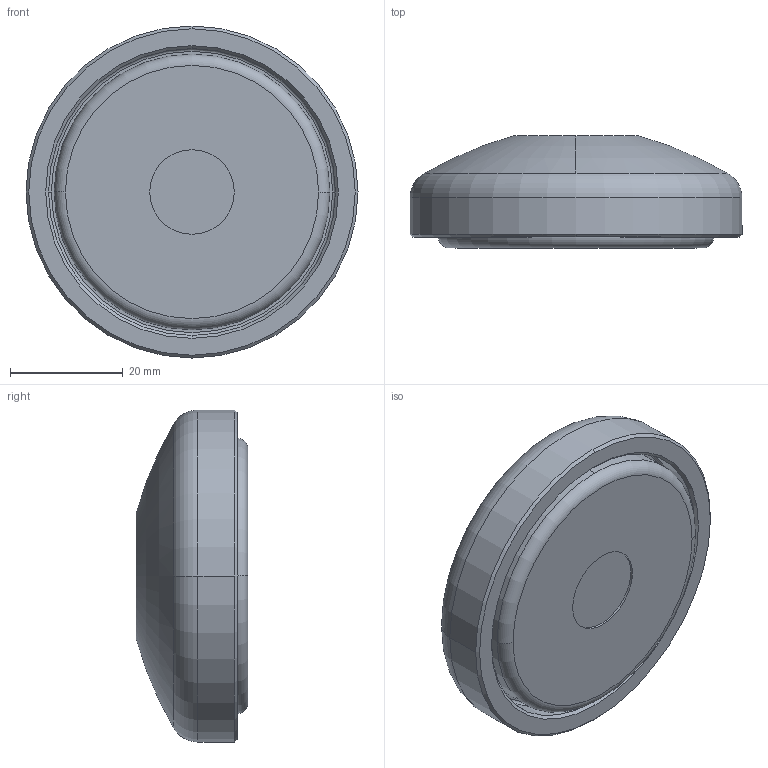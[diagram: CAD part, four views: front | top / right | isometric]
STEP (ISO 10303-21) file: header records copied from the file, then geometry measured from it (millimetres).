
FILE_DESCRIPTION (( 'STEP AP214' ), '1' );
FILE_NAME ('7410900', '2019-01-30T09:33:39', ( '' ), ('JUGARD+KÜNSTNER GmbH'), 'SwSTEP 2.0', 'SolidWorks 2017', '' );
FILE_SCHEMA (( 'AUTOMOTIVE_DESIGN' ));
Length unit declared in the file: millimetre
Products named in the file (1): 7410900
Bounding box: 59 x 19.9 x 59 mm (x, y, z)
Volume: 36930.4 mm3; surface area: 14230.8 mm2
Topology: 2 solids, 2 shells, 50 faces, 114 edges, 72 vertices
Faces by surface type: torus 20, cylinder 12, cone 10, plane 7, sphere 1
Entity records: 1704 total; most frequent: CARTESIAN_POINT 446, DIRECTION 304, ORIENTED_EDGE 228, AXIS2_PLACEMENT_3D 141, EDGE_CURVE 114, CIRCLE 90, VERTEX_POINT 72, EDGE_LOOP 56
